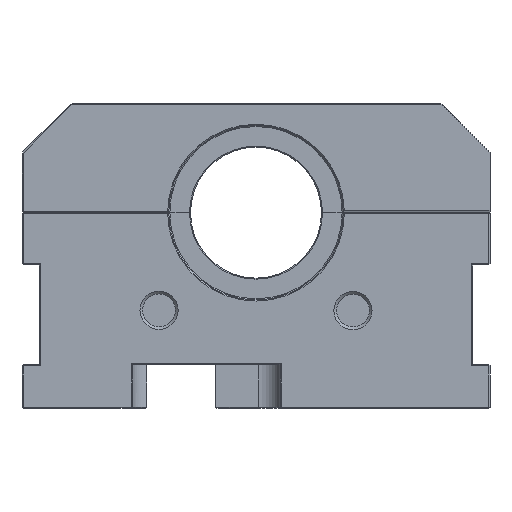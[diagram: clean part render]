
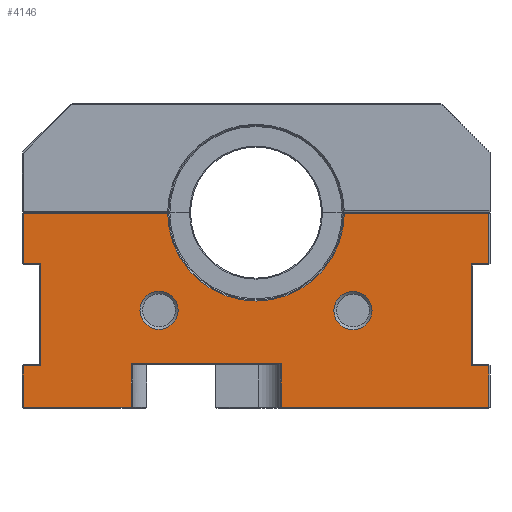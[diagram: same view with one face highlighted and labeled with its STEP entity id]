
A CAD part, front view. The second image highlights one B-rep face of the part: STEP entity #4146.
In plain terms, the highlighted planar face has unit normal (0, -1, 0).
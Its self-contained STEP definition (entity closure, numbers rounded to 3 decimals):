
#65=FACE_BOUND('',#564,.T.);
#66=FACE_BOUND('',#565,.T.);
#110=PLANE('',#4445);
#303=FACE_OUTER_BOUND('',#563,.T.);
#563=EDGE_LOOP('',(#3098,#3099,#3100,#3101,#3102,#3103,#3104,#3105,#3106,
#3107,#3108,#3109,#3110,#3111,#3112,#3113,#3114,#3115));
#564=EDGE_LOOP('',(#3116));
#565=EDGE_LOOP('',(#3117));
#794=CIRCLE('',#4446,8.1);
#795=CIRCLE('',#4447,1.75);
#796=CIRCLE('',#4448,1.75);
#985=LINE('',#6259,#1471);
#991=LINE('',#6271,#1477);
#994=LINE('',#6279,#1480);
#995=LINE('',#6281,#1481);
#996=LINE('',#6283,#1482);
#997=LINE('',#6285,#1483);
#998=LINE('',#6287,#1484);
#999=LINE('',#6289,#1485);
#1000=LINE('',#6291,#1486);
#1001=LINE('',#6293,#1487);
#1002=LINE('',#6295,#1488);
#1003=LINE('',#6297,#1489);
#1004=LINE('',#6299,#1490);
#1005=LINE('',#6301,#1491);
#1006=LINE('',#6303,#1492);
#1007=LINE('',#6305,#1493);
#1008=LINE('',#6306,#1494);
#1471=VECTOR('',#5006,10.);
#1477=VECTOR('',#5016,10.);
#1480=VECTOR('',#5023,10.);
#1481=VECTOR('',#5024,10.);
#1482=VECTOR('',#5025,10.);
#1483=VECTOR('',#5026,10.);
#1484=VECTOR('',#5027,10.);
#1485=VECTOR('',#5028,10.);
#1486=VECTOR('',#5029,10.);
#1487=VECTOR('',#5030,10.);
#1488=VECTOR('',#5031,10.);
#1489=VECTOR('',#5032,10.);
#1490=VECTOR('',#5033,10.);
#1491=VECTOR('',#5034,10.);
#1492=VECTOR('',#5035,10.);
#1493=VECTOR('',#5036,10.);
#1494=VECTOR('',#5037,10.);
#1940=VERTEX_POINT('',#6254);
#1941=VERTEX_POINT('',#6258);
#1945=VERTEX_POINT('',#6270);
#1947=VERTEX_POINT('',#6276);
#1948=VERTEX_POINT('',#6278);
#1949=VERTEX_POINT('',#6280);
#1950=VERTEX_POINT('',#6282);
#1951=VERTEX_POINT('',#6284);
#1952=VERTEX_POINT('',#6286);
#1953=VERTEX_POINT('',#6288);
#1954=VERTEX_POINT('',#6290);
#1955=VERTEX_POINT('',#6292);
#1956=VERTEX_POINT('',#6294);
#1957=VERTEX_POINT('',#6296);
#1958=VERTEX_POINT('',#6298);
#1959=VERTEX_POINT('',#6300);
#1960=VERTEX_POINT('',#6302);
#1961=VERTEX_POINT('',#6304);
#1962=VERTEX_POINT('',#6307);
#1963=VERTEX_POINT('',#6309);
#2356=EDGE_CURVE('',#1940,#1941,#985,.T.);
#2362=EDGE_CURVE('',#1941,#1945,#991,.T.);
#2365=EDGE_CURVE('',#1947,#1940,#794,.T.);
#2366=EDGE_CURVE('',#1948,#1947,#994,.T.);
#2367=EDGE_CURVE('',#1949,#1948,#995,.T.);
#2368=EDGE_CURVE('',#1950,#1949,#996,.T.);
#2369=EDGE_CURVE('',#1951,#1950,#997,.T.);
#2370=EDGE_CURVE('',#1952,#1951,#998,.T.);
#2371=EDGE_CURVE('',#1953,#1952,#999,.T.);
#2372=EDGE_CURVE('',#1954,#1953,#1000,.T.);
#2373=EDGE_CURVE('',#1955,#1954,#1001,.T.);
#2374=EDGE_CURVE('',#1956,#1955,#1002,.T.);
#2375=EDGE_CURVE('',#1957,#1956,#1003,.T.);
#2376=EDGE_CURVE('',#1958,#1957,#1004,.T.);
#2377=EDGE_CURVE('',#1959,#1958,#1005,.T.);
#2378=EDGE_CURVE('',#1960,#1959,#1006,.T.);
#2379=EDGE_CURVE('',#1961,#1960,#1007,.T.);
#2380=EDGE_CURVE('',#1945,#1961,#1008,.T.);
#2381=EDGE_CURVE('',#1962,#1962,#795,.T.);
#2382=EDGE_CURVE('',#1963,#1963,#796,.T.);
#3098=ORIENTED_EDGE('',*,*,#2356,.F.);
#3099=ORIENTED_EDGE('',*,*,#2365,.F.);
#3100=ORIENTED_EDGE('',*,*,#2366,.F.);
#3101=ORIENTED_EDGE('',*,*,#2367,.F.);
#3102=ORIENTED_EDGE('',*,*,#2368,.F.);
#3103=ORIENTED_EDGE('',*,*,#2369,.F.);
#3104=ORIENTED_EDGE('',*,*,#2370,.F.);
#3105=ORIENTED_EDGE('',*,*,#2371,.F.);
#3106=ORIENTED_EDGE('',*,*,#2372,.F.);
#3107=ORIENTED_EDGE('',*,*,#2373,.F.);
#3108=ORIENTED_EDGE('',*,*,#2374,.F.);
#3109=ORIENTED_EDGE('',*,*,#2375,.F.);
#3110=ORIENTED_EDGE('',*,*,#2376,.F.);
#3111=ORIENTED_EDGE('',*,*,#2377,.F.);
#3112=ORIENTED_EDGE('',*,*,#2378,.F.);
#3113=ORIENTED_EDGE('',*,*,#2379,.F.);
#3114=ORIENTED_EDGE('',*,*,#2380,.F.);
#3115=ORIENTED_EDGE('',*,*,#2362,.F.);
#3116=ORIENTED_EDGE('',*,*,#2381,.F.);
#3117=ORIENTED_EDGE('',*,*,#2382,.F.);
#4146=ADVANCED_FACE('',(#303,#65,#66),#110,.T.);
#4445=AXIS2_PLACEMENT_3D('',#6275,#5019,#5020);
#4446=AXIS2_PLACEMENT_3D('',#6277,#5021,#5022);
#4447=AXIS2_PLACEMENT_3D('',#6308,#5038,#5039);
#4448=AXIS2_PLACEMENT_3D('',#6310,#5040,#5041);
#5006=DIRECTION('',(1.,0.,0.));
#5016=DIRECTION('',(0.,0.,-1.));
#5019=DIRECTION('center_axis',(0.,-1.,0.));
#5020=DIRECTION('ref_axis',(1.,0.,0.));
#5021=DIRECTION('center_axis',(0.,-1.,0.));
#5022=DIRECTION('ref_axis',(1.,0.,0.));
#5023=DIRECTION('',(1.,0.,0.));
#5024=DIRECTION('',(0.,0.,1.));
#5025=DIRECTION('',(-1.,0.,0.));
#5026=DIRECTION('',(0.,0.,1.));
#5027=DIRECTION('',(1.,0.,0.));
#5028=DIRECTION('',(0.,0.,1.));
#5029=DIRECTION('',(-1.,0.,0.));
#5030=DIRECTION('',(0.,0.,-1.));
#5031=DIRECTION('',(-1.,0.,0.));
#5032=DIRECTION('',(0.,0.,1.));
#5033=DIRECTION('',(-1.,0.,0.));
#5034=DIRECTION('',(0.,0.,-1.));
#5035=DIRECTION('',(1.,0.,0.));
#5036=DIRECTION('',(0.,0.,-1.));
#5037=DIRECTION('',(-1.,0.,0.));
#5038=DIRECTION('center_axis',(0.,-1.,0.));
#5039=DIRECTION('ref_axis',(1.,0.,0.));
#5040=DIRECTION('center_axis',(0.,-1.,0.));
#5041=DIRECTION('ref_axis',(1.,0.,0.));
#6254=CARTESIAN_POINT('',(8.099,-14.45,17.85));
#6258=CARTESIAN_POINT('',(21.35,-14.45,17.85));
#6259=CARTESIAN_POINT('',(-10.725,-14.45,17.85));
#6270=CARTESIAN_POINT('',(21.35,-14.45,13.25));
#6271=CARTESIAN_POINT('',(21.35,-14.45,0.));
#6275=CARTESIAN_POINT('Origin',(-21.45,-14.45,0.));
#6276=CARTESIAN_POINT('',(-8.099,-14.45,17.85));
#6277=CARTESIAN_POINT('Origin',(0.,-14.45,17.95));
#6278=CARTESIAN_POINT('',(-21.35,-14.45,17.85));
#6279=CARTESIAN_POINT('',(-10.725,-14.45,17.85));
#6280=CARTESIAN_POINT('',(-21.35,-14.45,13.25));
#6281=CARTESIAN_POINT('',(-21.35,-14.45,0.));
#6282=CARTESIAN_POINT('',(-19.75,-14.45,13.25));
#6283=CARTESIAN_POINT('',(-21.45,-14.45,13.25));
#6284=CARTESIAN_POINT('',(-19.75,-14.45,3.9));
#6285=CARTESIAN_POINT('',(-19.75,-14.45,4.288));
#6286=CARTESIAN_POINT('',(-21.35,-14.45,3.9));
#6287=CARTESIAN_POINT('',(-21.45,-14.45,3.9));
#6288=CARTESIAN_POINT('',(-21.35,-14.45,0.1));
#6289=CARTESIAN_POINT('',(-21.35,-14.45,0.));
#6290=CARTESIAN_POINT('',(-11.45,-14.45,0.1));
#6291=CARTESIAN_POINT('',(-10.725,-14.45,0.1));
#6292=CARTESIAN_POINT('',(-11.45,-14.45,4.1));
#6293=CARTESIAN_POINT('',(-11.45,-14.45,0.));
#6294=CARTESIAN_POINT('',(2.3,-14.45,4.1));
#6295=CARTESIAN_POINT('',(-13.013,-14.45,4.1));
#6296=CARTESIAN_POINT('',(2.3,-14.45,0.1));
#6297=CARTESIAN_POINT('',(2.3,-14.45,0.));
#6298=CARTESIAN_POINT('',(21.35,-14.45,0.1));
#6299=CARTESIAN_POINT('',(-10.725,-14.45,0.1));
#6300=CARTESIAN_POINT('',(21.35,-14.45,3.9));
#6301=CARTESIAN_POINT('',(21.35,-14.45,0.));
#6302=CARTESIAN_POINT('',(19.75,-14.45,3.9));
#6303=CARTESIAN_POINT('',(0.,-14.45,3.9));
#6304=CARTESIAN_POINT('',(19.75,-14.45,13.25));
#6305=CARTESIAN_POINT('',(19.75,-14.45,4.288));
#6306=CARTESIAN_POINT('',(0.,-14.45,13.25));
#6307=CARTESIAN_POINT('',(7.14,-14.45,8.975));
#6308=CARTESIAN_POINT('Origin',(8.89,-14.45,8.975));
#6309=CARTESIAN_POINT('',(-10.64,-14.45,9.));
#6310=CARTESIAN_POINT('Origin',(-8.89,-14.45,9.));
